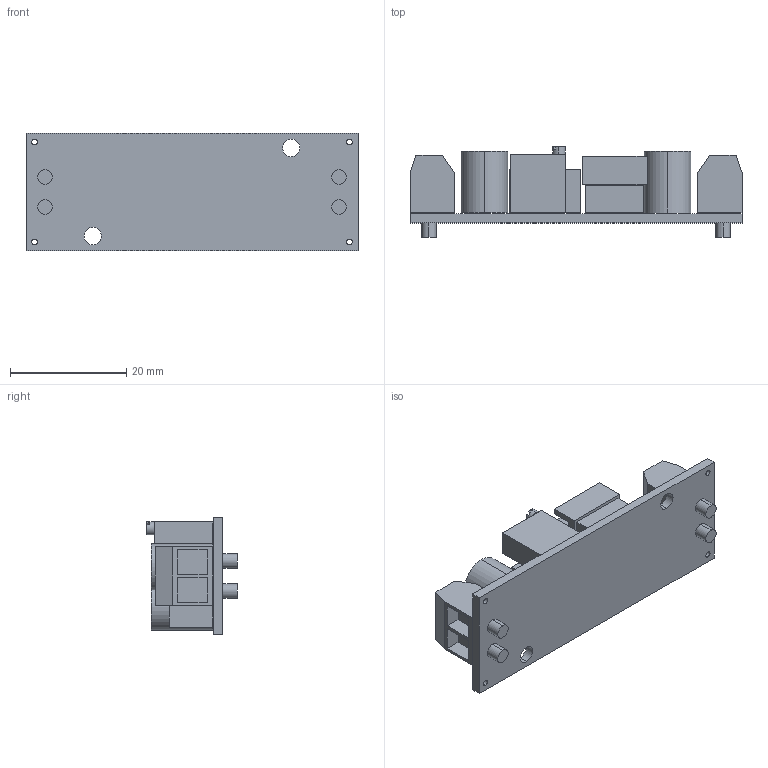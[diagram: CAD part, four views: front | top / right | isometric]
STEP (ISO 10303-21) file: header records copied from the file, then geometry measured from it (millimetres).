
FILE_DESCRIPTION (( 'STEP AP214' ), '1' );
FILE_NAME ('VOLTAGE REGULATOR.STEP', '2021-11-21T23:09:49', ( '' ), ( '' ), 'SwSTEP 2.0', 'SolidWorks 2021', '' );
FILE_SCHEMA (( 'AUTOMOTIVE_DESIGN' ));
Length unit declared in the file: millimetre
Products named in the file (1): VOLTAGE REGULATOR
Bounding box: 57.16 x 15.63 x 20.2 mm (x, y, z)
Volume: 6377.5 mm3; surface area: 6855.1 mm2
Topology: 10 solids, 10 shells, 164 faces, 390 edges, 260 vertices
Faces by surface type: plane 130, cylinder 34
Entity records: 4861 total; most frequent: CARTESIAN_POINT 815, DIRECTION 808, ORIENTED_EDGE 780, EDGE_CURVE 390, LINE 302, VECTOR 302, VERTEX_POINT 260, AXIS2_PLACEMENT_3D 253
